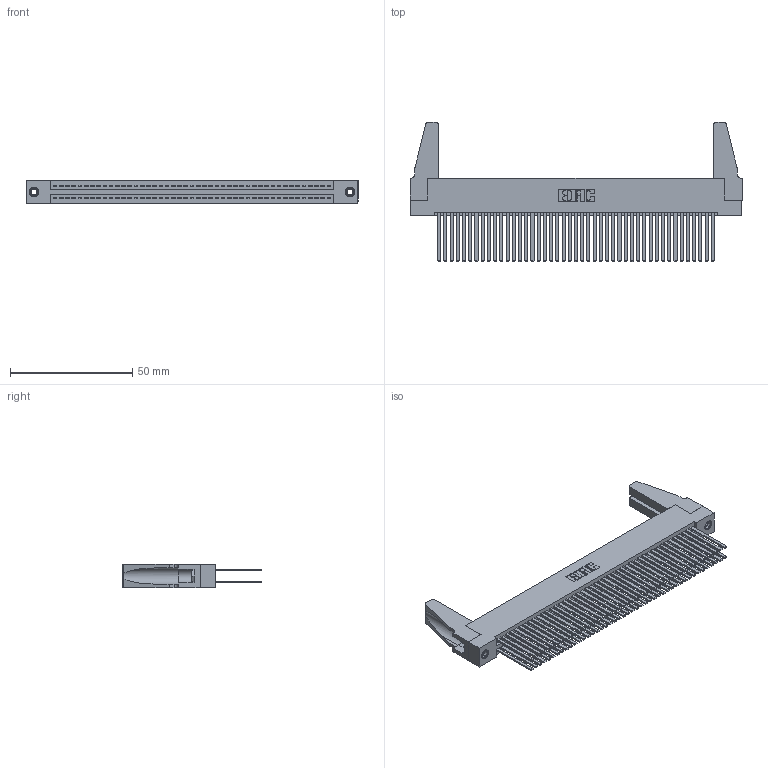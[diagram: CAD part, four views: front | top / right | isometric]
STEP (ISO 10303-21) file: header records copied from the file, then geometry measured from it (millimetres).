
FILE_DESCRIPTION (( 'STEP AP203' ), '1' );
FILE_NAME ('395-090-544-288.STEP', '2019-10-25T17:08:55', ( '' ), ( '' ), 'SwSTEP 2.0', 'SolidWorks 2016', '' );
FILE_SCHEMA (( 'CONFIG_CONTROL_DESIGN' ));
Length unit declared in the file: inch
Products named in the file (5): 345 Part_Flush Mounting Lugs - 0.156 Dia-TH; 345-292-001_345-293-144; 345-250-001_345-250-001-102; 345-220-078_345-220-088; 395-090-544-288
Assembly tree (95 placements, depth 2):
  395-090-544-288
    345 Part_Flush Mounting Lugs - 0.156 Dia-TH
    345-292-001_345-293-144  x90
    345-250-001_345-250-001-102  x2
    345-220-078_345-220-088  x2
Bounding box: 135.53 x 56.82 x 9.4 mm (x, y, z)
Volume: 17707.9 mm3; surface area: 28245.5 mm2
Topology: 95 solids, 95 shells, 4210 faces, 12445 edges, 8166 vertices
Faces by surface type: plane 2762, cylinder 1432, cone 12, torus 4
Entity records: 36868 total; most frequent: CARTESIAN_POINT 6170, ORIENTED_EDGE 6064, DIRECTION 5440, EDGE_CURVE 3032, LINE 2682, VECTOR 2682, VERTEX_POINT 2014, AXIS2_PLACEMENT_3D 1379
